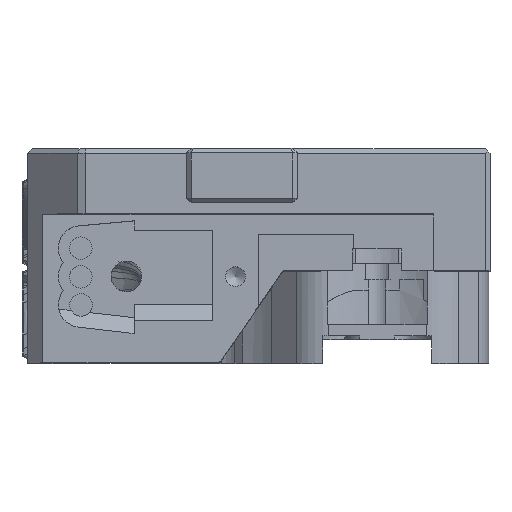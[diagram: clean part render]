
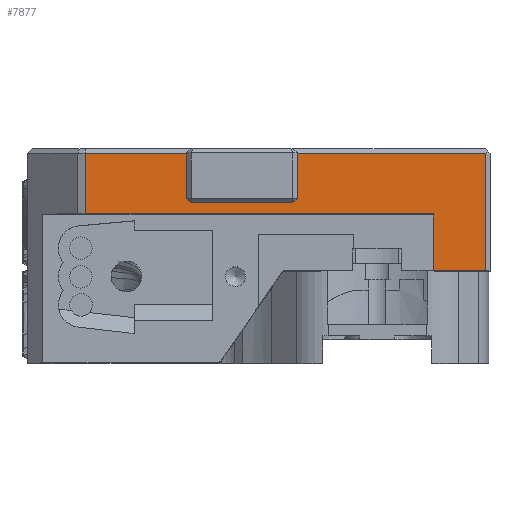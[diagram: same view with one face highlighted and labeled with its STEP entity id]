
A CAD part, top view. The second image highlights one B-rep face of the part: STEP entity #7877.
In plain terms, the highlighted planar face has unit normal (0, 0, 1).
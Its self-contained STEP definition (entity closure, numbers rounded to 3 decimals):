
#3766 = VERTEX_POINT('',#3767);
#3767 = CARTESIAN_POINT('',(250.65,-136.901,39.8));
#3775 = EDGE_CURVE('',#3766,#3776,#3778,.T.);
#3776 = VERTEX_POINT('',#3777);
#3777 = CARTESIAN_POINT('',(246.038,-136.901,39.8));
#3778 = LINE('',#3779,#3780);
#3779 = CARTESIAN_POINT('',(250.65,-136.901,39.8));
#3780 = VECTOR('',#3781,1.);
#3781 = DIRECTION('',(-1.,0.,0.));
#3851 = EDGE_CURVE('',#3852,#3776,#3854,.T.);
#3852 = VERTEX_POINT('',#3853);
#3853 = CARTESIAN_POINT('',(246.038,-131.861,39.8));
#3854 = LINE('',#3855,#3856);
#3855 = CARTESIAN_POINT('',(246.038,-131.861,39.8));
#3856 = VECTOR('',#3857,1.);
#3857 = DIRECTION('',(0.,-1.,0.));
#3878 = EDGE_CURVE('',#3879,#3852,#3881,.T.);
#3879 = VERTEX_POINT('',#3880);
#3880 = CARTESIAN_POINT('',(215.15,-131.861,39.8));
#3881 = LINE('',#3882,#3883);
#3882 = CARTESIAN_POINT('',(215.15,-131.861,39.8));
#3883 = VECTOR('',#3884,1.);
#3884 = DIRECTION('',(1.,0.,0.));
#4226 = VERTEX_POINT('',#4227);
#4227 = CARTESIAN_POINT('',(215.15,-126.471,
    39.8));
#4235 = EDGE_CURVE('',#4226,#3879,#4236,.T.);
#4236 = LINE('',#4237,#4238);
#4237 = CARTESIAN_POINT('',(215.15,-126.471,39.8));
#4238 = VECTOR('',#4239,1.);
#4239 = DIRECTION('',(0.,-1.,0.));
#7860 = VERTEX_POINT('',#7861);
#7861 = CARTESIAN_POINT('',(250.65,-126.471,39.8));
#7867 = EDGE_CURVE('',#7860,#3766,#7868,.T.);
#7868 = LINE('',#7869,#7870);
#7869 = CARTESIAN_POINT('',(250.65,-126.471,39.8));
#7870 = VECTOR('',#7871,1.);
#7871 = DIRECTION('',(0.,-1.,0.));
#7877 = ADVANCED_FACE('',(#7878),#7939,.T.);
#7878 = FACE_BOUND('',#7879,.T.);
#7879 = EDGE_LOOP('',(#7880,#7881,#7889,#7897,#7905,#7913,#7921,#7929,
    #7935,#7936,#7937,#7938));
#7880 = ORIENTED_EDGE('',*,*,#7867,.F.);
#7881 = ORIENTED_EDGE('',*,*,#7882,.F.);
#7882 = EDGE_CURVE('',#7883,#7860,#7885,.T.);
#7883 = VERTEX_POINT('',#7884);
#7884 = CARTESIAN_POINT('',(233.95,-126.471,39.8));
#7885 = LINE('',#7886,#7887);
#7886 = CARTESIAN_POINT('',(233.95,-126.471,39.8));
#7887 = VECTOR('',#7888,1.);
#7888 = DIRECTION('',(1.,0.,0.));
#7889 = ORIENTED_EDGE('',*,*,#7890,.T.);
#7890 = EDGE_CURVE('',#7883,#7891,#7893,.T.);
#7891 = VERTEX_POINT('',#7892);
#7892 = CARTESIAN_POINT('',(233.95,-130.471,39.8));
#7893 = LINE('',#7894,#7895);
#7894 = CARTESIAN_POINT('',(233.95,-126.471,39.8));
#7895 = VECTOR('',#7896,1.);
#7896 = DIRECTION('',(0.,-1.,0.));
#7897 = ORIENTED_EDGE('',*,*,#7898,.T.);
#7898 = EDGE_CURVE('',#7891,#7899,#7901,.T.);
#7899 = VERTEX_POINT('',#7900);
#7900 = CARTESIAN_POINT('',(233.807,-130.614,39.8));
#7901 = LINE('',#7902,#7903);
#7902 = CARTESIAN_POINT('',(233.95,-130.471,39.8));
#7903 = VECTOR('',#7904,1.);
#7904 = DIRECTION('',(-0.707,-0.707,0.));
#7905 = ORIENTED_EDGE('',*,*,#7906,.T.);
#7906 = EDGE_CURVE('',#7899,#7907,#7909,.T.);
#7907 = VERTEX_POINT('',#7908);
#7908 = CARTESIAN_POINT('',(224.293,-130.614,39.8));
#7909 = LINE('',#7910,#7911);
#7910 = CARTESIAN_POINT('',(233.807,-130.614,39.8));
#7911 = VECTOR('',#7912,1.);
#7912 = DIRECTION('',(-1.,0.,0.));
#7913 = ORIENTED_EDGE('',*,*,#7914,.F.);
#7914 = EDGE_CURVE('',#7915,#7907,#7917,.T.);
#7915 = VERTEX_POINT('',#7916);
#7916 = CARTESIAN_POINT('',(224.15,-130.471,39.8));
#7917 = LINE('',#7918,#7919);
#7918 = CARTESIAN_POINT('',(224.15,-130.471,39.8));
#7919 = VECTOR('',#7920,1.);
#7920 = DIRECTION('',(0.707,-0.707,0.));
#7921 = ORIENTED_EDGE('',*,*,#7922,.T.);
#7922 = EDGE_CURVE('',#7915,#7923,#7925,.T.);
#7923 = VERTEX_POINT('',#7924);
#7924 = CARTESIAN_POINT('',(224.15,-126.471,39.8));
#7925 = LINE('',#7926,#7927);
#7926 = CARTESIAN_POINT('',(224.15,-130.471,39.8));
#7927 = VECTOR('',#7928,1.);
#7928 = DIRECTION('',(0.,1.,0.));
#7929 = ORIENTED_EDGE('',*,*,#7930,.F.);
#7930 = EDGE_CURVE('',#4226,#7923,#7931,.T.);
#7931 = LINE('',#7932,#7933);
#7932 = CARTESIAN_POINT('',(215.15,-126.471,39.8));
#7933 = VECTOR('',#7934,1.);
#7934 = DIRECTION('',(1.,0.,0.));
#7935 = ORIENTED_EDGE('',*,*,#4235,.T.);
#7936 = ORIENTED_EDGE('',*,*,#3878,.T.);
#7937 = ORIENTED_EDGE('',*,*,#3851,.T.);
#7938 = ORIENTED_EDGE('',*,*,#3775,.F.);
#7939 = PLANE('',#7940);
#7940 = AXIS2_PLACEMENT_3D('',#7941,#7942,#7943);
#7941 = CARTESIAN_POINT('',(230.55,-138.071,39.8));
#7942 = DIRECTION('',(0.,0.,1.));
#7943 = DIRECTION('',(0.,-1.,0.));
